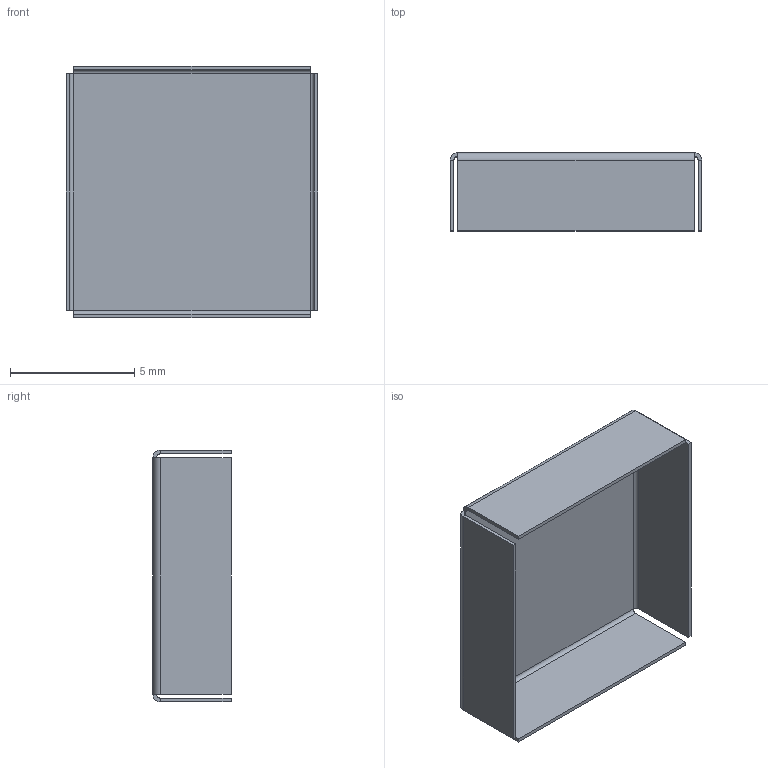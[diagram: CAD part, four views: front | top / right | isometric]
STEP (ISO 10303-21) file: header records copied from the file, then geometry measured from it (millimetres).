
FILE_DESCRIPTION((''),'2;1');
FILE_NAME('S03-10100300','2019-10-09T09:52:09',('mrudkin'),(''),'CREO PARAMETRIC BY PTC INC, 2019080','CREO PARAMETRIC BY PTC INC, 2019080','');
FILE_SCHEMA(('CONFIG_CONTROL_DESIGN','SHAPE_APPEARANCE_LAYERS_GROUPS'));
Length unit declared in the file: millimetre
Products named in the file (1): S03-10100300
Bounding box: 10.15 x 3.15 x 10.15 mm (x, y, z)
Volume: 31.3 mm3; surface area: 444.4 mm2
Topology: 1 solids, 1 shells, 360 faces, 994 edges, 652 vertices
Faces by surface type: plane 349, cylinder 11
Entity records: 14249 total; most frequent: CARTESIAN_POINT 2006, ORIENTED_EDGE 1988, DIRECTION 1736, PRESENTATION_STYLE_ASSIGNMENT 995, STYLED_ITEM 995, CURVE_STYLE 994, EDGE_CURVE 994, VECTOR 972
